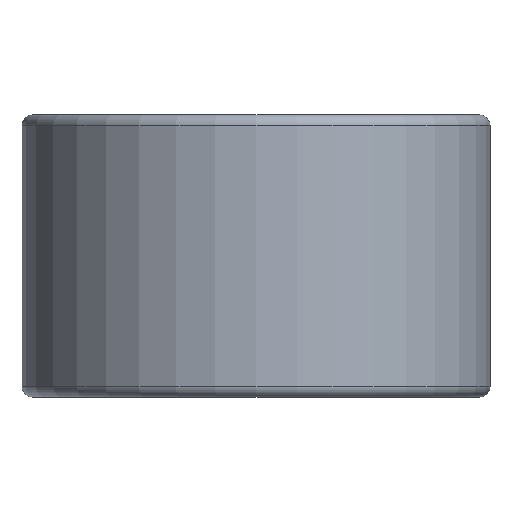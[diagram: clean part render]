
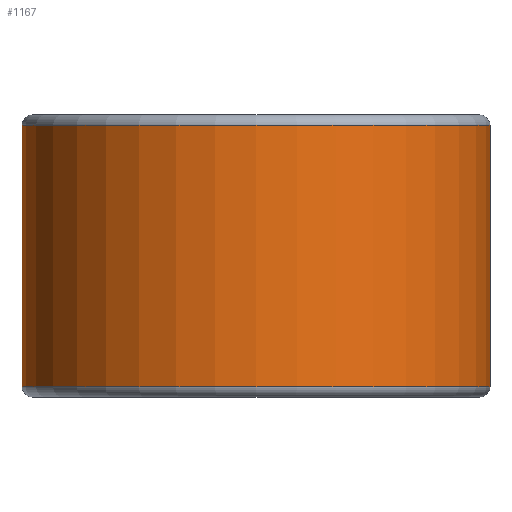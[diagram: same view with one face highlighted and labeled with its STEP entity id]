
A CAD part, front view. The second image highlights one B-rep face of the part: STEP entity #1167.
In plain terms, the highlighted cylindrical face has radius 17.056 mm (diameter 34.112 mm), a partial arc.
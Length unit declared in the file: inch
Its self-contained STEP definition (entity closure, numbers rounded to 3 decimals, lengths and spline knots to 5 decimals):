
#31 = ORIENTED_EDGE ( 'NONE', *, *, #1094, .T. ) ;
#255 = FACE_OUTER_BOUND ( 'NONE', #543, .T. ) ;
#257 = VECTOR ( 'NONE', #982, 39.37008 ) ;
#323 = LINE ( 'NONE', #2437, #257 ) ;
#345 = VERTEX_POINT ( 'NONE', #2068 ) ;
#411 = ORIENTED_EDGE ( 'NONE', *, *, #2098, .T. ) ;
#425 = AXIS2_PLACEMENT_3D ( 'NONE', #817, #2269, #1030 ) ;
#457 = VECTOR ( 'NONE', #533, 39.37008 ) ;
#514 = VERTEX_POINT ( 'NONE', #1418 ) ;
#533 = DIRECTION ( 'NONE',  ( 0., 0., -1. ) ) ;
#543 = EDGE_LOOP ( 'NONE', ( #31, #411, #2243, #1348 ) ) ;
#550 = AXIS2_PLACEMENT_3D ( 'NONE', #601, #2082, #821 ) ;
#579 = LINE ( 'NONE', #772, #457 ) ;
#601 = CARTESIAN_POINT ( 'NONE',  ( 0.5935, -1.687, -0.375 ) ) ;
#675 = CYLINDRICAL_SURFACE ( 'NONE', #718, 0.6715 ) ;
#718 = AXIS2_PLACEMENT_3D ( 'NONE', #785, #995, #2063 ) ;
#772 = CARTESIAN_POINT ( 'NONE',  ( -0.078, -1.687, 0.375 ) ) ;
#785 = CARTESIAN_POINT ( 'NONE',  ( 0.5935, -1.687, 0. ) ) ;
#817 = CARTESIAN_POINT ( 'NONE',  ( 0.5935, -1.687, 0.375 ) ) ;
#821 = DIRECTION ( 'NONE',  ( 1., 0., 0. ) ) ;
#874 = VERTEX_POINT ( 'NONE', #947 ) ;
#947 = CARTESIAN_POINT ( 'NONE',  ( -0.078, -1.687, -0.375 ) ) ;
#982 = DIRECTION ( 'NONE',  ( 0., 0., 1. ) ) ;
#995 = DIRECTION ( 'NONE',  ( 0., 0., 1. ) ) ;
#1030 = DIRECTION ( 'NONE',  ( 1., 0., 0. ) ) ;
#1094 = EDGE_CURVE ( 'NONE', #874, #345, #1767, .T. ) ;
#1167 = ADVANCED_FACE ( 'NONE', ( #255 ), #675, .T. ) ;
#1301 = EDGE_CURVE ( 'NONE', #1520, #514, #2339, .T. ) ;
#1348 = ORIENTED_EDGE ( 'NONE', *, *, #2023, .T. ) ;
#1418 = CARTESIAN_POINT ( 'NONE',  ( 1.265, -1.687, 0.375 ) ) ;
#1520 = VERTEX_POINT ( 'NONE', #2132 ) ;
#1767 = CIRCLE ( 'NONE', #550, 0.6715 ) ;
#2023 = EDGE_CURVE ( 'NONE', #1520, #874, #579, .T. ) ;
#2063 = DIRECTION ( 'NONE',  ( 1., 0., 0. ) ) ;
#2068 = CARTESIAN_POINT ( 'NONE',  ( 1.265, -1.687, -0.375 ) ) ;
#2082 = DIRECTION ( 'NONE',  ( 0., 0., 1. ) ) ;
#2098 = EDGE_CURVE ( 'NONE', #345, #514, #323, .T. ) ;
#2132 = CARTESIAN_POINT ( 'NONE',  ( -0.078, -1.687, 0.375 ) ) ;
#2243 = ORIENTED_EDGE ( 'NONE', *, *, #1301, .F. ) ;
#2269 = DIRECTION ( 'NONE',  ( 0., 0., 1. ) ) ;
#2339 = CIRCLE ( 'NONE', #425, 0.6715 ) ;
#2437 = CARTESIAN_POINT ( 'NONE',  ( 1.265, -1.687, 0. ) ) ;
